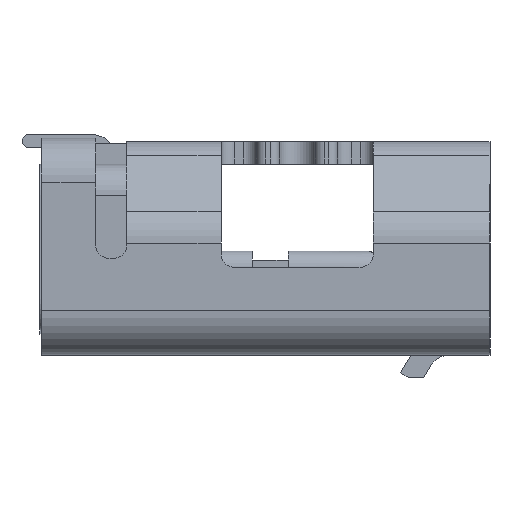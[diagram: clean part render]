
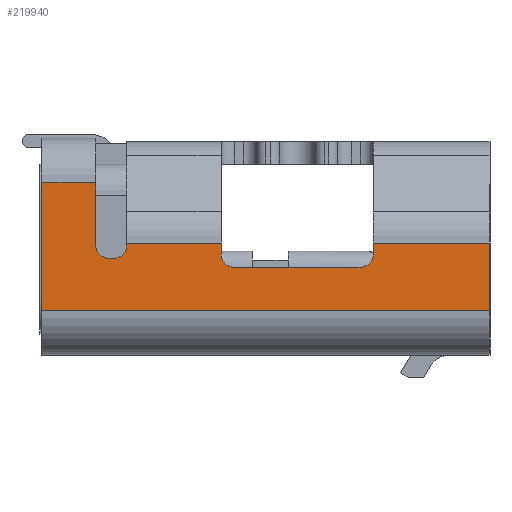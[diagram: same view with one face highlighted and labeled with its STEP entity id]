
A CAD part, left-side view. The second image highlights one B-rep face of the part: STEP entity #219940.
In plain terms, the highlighted planar face has unit normal (-1, 0, 0).
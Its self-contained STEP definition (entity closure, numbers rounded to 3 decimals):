
#149980=CARTESIAN_POINT('',(2.5,-17.75,3.066));
#149990=DIRECTION('',(0.,-1.,0.));
#150000=VECTOR('',#149990,1.);
#150010=LINE('',#149980,#150000);
#150020=CARTESIAN_POINT('',(2.5,-17.75,3.066));
#150030=VERTEX_POINT('',#150020);
#150040=CARTESIAN_POINT('',(2.5,-19.05,3.066));
#150050=VERTEX_POINT('',#150040);
#150060=EDGE_CURVE('',#150030,#150050,#150010,.T.);
#162510=CARTESIAN_POINT('',(2.5,-19.05,3.066));
#162520=DIRECTION('',(0.,0.,1.));
#162530=VECTOR('',#162520,0.119);
#162540=LINE('',#162510,#162530);
#162550=CARTESIAN_POINT('',(2.5,-19.05,3.185));
#162560=VERTEX_POINT('',#162550);
#162570=EDGE_CURVE('',#150050,#162560,#162540,.T.);
#165690=CARTESIAN_POINT('',(2.5,-19.2,3.185));
#165700=DIRECTION('',(1.,0.,0.));
#165710=DIRECTION('',(0.,1.,0.));
#165720=AXIS2_PLACEMENT_3D('',#165690,#165700,#165710);
#165730=CIRCLE('',#165720,0.15);
#165740=CARTESIAN_POINT('',(2.5,-19.2,3.335));
#165750=VERTEX_POINT('',#165740);
#165760=EDGE_CURVE('',#162560,#165750,#165730,.T.);
#165920=CARTESIAN_POINT('',(2.5,-20.6,3.185));
#165930=DIRECTION('',(1.,0.,0.));
#165940=DIRECTION('',(0.,0.,1.));
#165950=AXIS2_PLACEMENT_3D('',#165920,#165930,#165940);
#165960=CIRCLE('',#165950,0.15);
#165970=CARTESIAN_POINT('',(2.5,-20.6,3.335));
#165980=VERTEX_POINT('',#165970);
#165990=CARTESIAN_POINT('',(2.5,-20.75,3.185));
#166000=VERTEX_POINT('',#165990);
#166010=EDGE_CURVE('',#165980,#166000,#165960,.T.);
#166370=CARTESIAN_POINT('',(2.5,-21.8,3.066));
#166380=VERTEX_POINT('',#166370);
#166410=CARTESIAN_POINT('',(2.5,-21.8,3.066));
#166420=DIRECTION('',(0.,0.,1.));
#166430=VECTOR('',#166420,0.019);
#166440=LINE('',#166410,#166430);
#166450=CARTESIAN_POINT('',(2.5,-21.8,3.085));
#166460=VERTEX_POINT('',#166450);
#166470=EDGE_CURVE('',#166380,#166460,#166440,.T.);
#166650=CARTESIAN_POINT('',(2.5,-17.75,3.066));
#166660=DIRECTION('',(0.,-1.,0.));
#166670=VECTOR('',#166660,1.);
#166680=LINE('',#166650,#166670);
#166690=CARTESIAN_POINT('',(2.5,-20.75,3.066));
#166700=VERTEX_POINT('',#166690);
#166710=EDGE_CURVE('',#166700,#166380,#166680,.T.);
#172210=CARTESIAN_POINT('',(2.5,-17.75,3.335));
#172220=DIRECTION('',(0.,1.,0.));
#172230=VECTOR('',#172220,1.);
#172240=LINE('',#172210,#172230);
#172250=EDGE_CURVE('',#165980,#165750,#172240,.T.);
#173610=CARTESIAN_POINT('',(2.5,-20.75,3.066));
#173620=DIRECTION('',(0.,0.,1.));
#173630=VECTOR('',#173620,0.119);
#173640=LINE('',#173610,#173630);
#173650=EDGE_CURVE('',#166700,#166000,#173640,.T.);
#178730=CARTESIAN_POINT('',(2.5,-21.95,3.085));
#178740=DIRECTION('',(1.,0.,0.));
#178750=DIRECTION('',(0.,1.,0.));
#178760=AXIS2_PLACEMENT_3D('',#178730,#178740,#178750);
#178770=CIRCLE('',#178760,0.15);
#178780=CARTESIAN_POINT('',(2.5,-21.95,3.235));
#178790=VERTEX_POINT('',#178780);
#178800=EDGE_CURVE('',#166460,#178790,#178770,.T.);
#178980=CARTESIAN_POINT('',(2.5,-22.,3.235));
#178990=DIRECTION('',(0.,1.,0.));
#179000=VECTOR('',#178990,0.05);
#179010=LINE('',#178980,#179000);
#179020=CARTESIAN_POINT('',(2.5,-22.,3.235));
#179030=VERTEX_POINT('',#179020);
#179040=EDGE_CURVE('',#179030,#178790,#179010,.T.);
#179200=CARTESIAN_POINT('',(2.5,-22.,3.085));
#179210=DIRECTION('',(1.,0.,0.));
#179220=DIRECTION('',(0.,0.,1.));
#179230=AXIS2_PLACEMENT_3D('',#179200,#179210,#179220);
#179240=CIRCLE('',#179230,0.15);
#179250=CARTESIAN_POINT('',(2.5,-22.15,3.085));
#179260=VERTEX_POINT('',#179250);
#179270=EDGE_CURVE('',#179030,#179260,#179240,.T.);
#179450=CARTESIAN_POINT('',(2.5,-22.15,3.085));
#179460=DIRECTION('',(-0.,0.,-1.));
#179470=VECTOR('',#179460,0.69);
#179480=LINE('',#179450,#179470);
#179490=CARTESIAN_POINT('',(2.5,-22.15,2.395));
#179500=VERTEX_POINT('',#179490);
#179510=EDGE_CURVE('',#179260,#179500,#179480,.T.);
#180120=CARTESIAN_POINT('',(2.5,-22.75,2.395));
#180130=DIRECTION('',(0.,1.,0.));
#180140=VECTOR('',#180130,0.6);
#180150=LINE('',#180120,#180140);
#180160=CARTESIAN_POINT('',(2.5,-22.75,2.395));
#180170=VERTEX_POINT('',#180160);
#180180=EDGE_CURVE('',#180170,#179500,#180150,.T.);
#208130=CARTESIAN_POINT('',(2.5,-22.75,2.395));
#208140=DIRECTION('',(0.,0.,1.));
#208150=VECTOR('',#208140,1.42);
#208160=LINE('',#208130,#208150);
#208170=CARTESIAN_POINT('',(2.5,-22.75,3.815));
#208180=VERTEX_POINT('',#208170);
#208190=EDGE_CURVE('',#180170,#208180,#208160,.T.);
#219460=CARTESIAN_POINT('',(2.5,-17.75,3.815));
#219470=DIRECTION('',(0.,-1.,0.));
#219480=VECTOR('',#219470,1.);
#219490=LINE('',#219460,#219480);
#219500=CARTESIAN_POINT('',(2.5,-17.75,3.815));
#219510=VERTEX_POINT('',#219500);
#219520=EDGE_CURVE('',#219510,#208180,#219490,.T.);
#219660=CARTESIAN_POINT('',(2.5,-17.75,3.066));
#219670=DIRECTION('',(1.,0.,0.));
#219680=DIRECTION('',(0.,0.,1.));
#219690=AXIS2_PLACEMENT_3D('',#219660,#219670,#219680);
#219700=PLANE('',#219690);
#219710=ORIENTED_EDGE('',*,*,#208190,.T.);
#219720=ORIENTED_EDGE('',*,*,#180180,.F.);
#219730=ORIENTED_EDGE('',*,*,#179510,.T.);
#219740=ORIENTED_EDGE('',*,*,#179270,.T.);
#219750=ORIENTED_EDGE('',*,*,#179040,.F.);
#219760=ORIENTED_EDGE('',*,*,#178800,.T.);
#219770=ORIENTED_EDGE('',*,*,#166470,.T.);
#219780=ORIENTED_EDGE('',*,*,#166710,.T.);
#219790=ORIENTED_EDGE('',*,*,#173650,.F.);
#219800=ORIENTED_EDGE('',*,*,#166010,.T.);
#219810=ORIENTED_EDGE('',*,*,#172250,.F.);
#219820=ORIENTED_EDGE('',*,*,#165760,.T.);
#219830=ORIENTED_EDGE('',*,*,#162570,.T.);
#219840=ORIENTED_EDGE('',*,*,#150060,.T.);
#219850=CARTESIAN_POINT('',(2.5,-17.75,0.));
#219860=DIRECTION('',(-0.,0.,1.));
#219870=VECTOR('',#219860,1.);
#219880=LINE('',#219850,#219870);
#219890=EDGE_CURVE('',#150030,#219510,#219880,.T.);
#219900=ORIENTED_EDGE('',*,*,#219890,.F.);
#219910=ORIENTED_EDGE('',*,*,#219520,.F.);
#219920=EDGE_LOOP('',(#219910,#219900,#219840,#219830,#219820,#219810,
#219800,#219790,#219780,#219770,#219760,#219750,#219740,#219730,#219720,
#219710));
#219930=FACE_OUTER_BOUND('',#219920,.T.);
#219940=ADVANCED_FACE('',(#219930),#219700,.F.);
